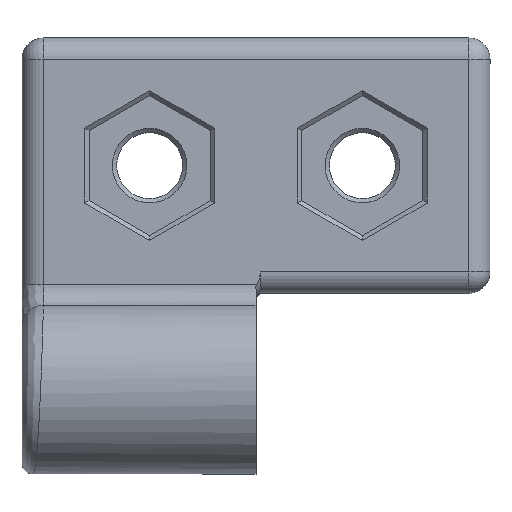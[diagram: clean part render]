
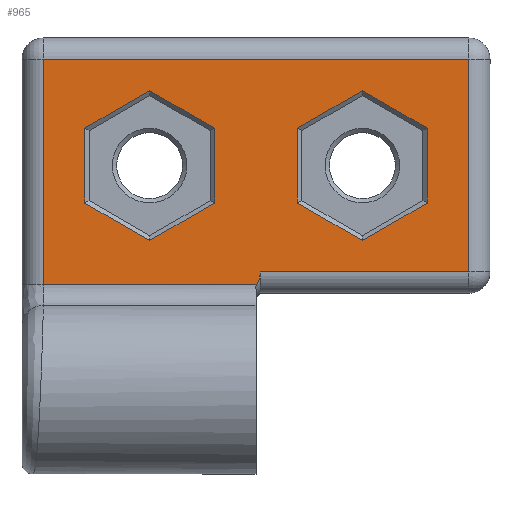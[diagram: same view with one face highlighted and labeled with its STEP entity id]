
A CAD part, left-side view. The second image highlights one B-rep face of the part: STEP entity #965.
In plain terms, the highlighted face is planar.
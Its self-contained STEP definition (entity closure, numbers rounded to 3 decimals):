
#79=FACE_BOUND('',#144,.T.);
#80=FACE_BOUND('',#145,.T.);
#87=FACE_OUTER_BOUND('',#143,.T.);
#143=EDGE_LOOP('',(#608,#609,#610,#611,#612,#613));
#144=EDGE_LOOP('',(#614,#615,#616,#617,#618,#619));
#145=EDGE_LOOP('',(#620,#621,#622,#623,#624,#625));
#207=(
BOUNDED_CURVE()
B_SPLINE_CURVE(2,(#1415,#1416,#1417,#1418),.UNSPECIFIED.,.F.,.F.)
B_SPLINE_CURVE_WITH_KNOTS((3,1,3),(1.155,1.406,1.653),
 .UNSPECIFIED.)
CURVE()
GEOMETRIC_REPRESENTATION_ITEM()
RATIONAL_B_SPLINE_CURVE((6.092,6.348,6.6,
6.6))
REPRESENTATION_ITEM('')
);
#208=LINE('',#1411,#301);
#209=LINE('',#1413,#302);
#210=LINE('',#1420,#303);
#211=LINE('',#1422,#304);
#212=LINE('',#1423,#305);
#213=LINE('',#1426,#306);
#214=LINE('',#1428,#307);
#215=LINE('',#1430,#308);
#216=LINE('',#1432,#309);
#217=LINE('',#1434,#310);
#218=LINE('',#1435,#311);
#219=LINE('',#1438,#312);
#220=LINE('',#1440,#313);
#221=LINE('',#1442,#314);
#222=LINE('',#1444,#315);
#223=LINE('',#1446,#316);
#224=LINE('',#1447,#317);
#301=VECTOR('',#1133,10.601);
#302=VECTOR('',#1134,10.);
#303=VECTOR('',#1135,9.8);
#304=VECTOR('',#1136,10.);
#305=VECTOR('',#1137,20.);
#306=VECTOR('',#1138,3.522);
#307=VECTOR('',#1139,3.522);
#308=VECTOR('',#1140,3.522);
#309=VECTOR('',#1141,3.522);
#310=VECTOR('',#1142,3.522);
#311=VECTOR('',#1143,3.522);
#312=VECTOR('',#1144,3.522);
#313=VECTOR('',#1145,3.522);
#314=VECTOR('',#1146,3.522);
#315=VECTOR('',#1147,3.522);
#316=VECTOR('',#1148,3.522);
#317=VECTOR('',#1149,3.522);
#394=VERTEX_POINT('',#1409);
#395=VERTEX_POINT('',#1410);
#396=VERTEX_POINT('',#1412);
#397=VERTEX_POINT('',#1414);
#398=VERTEX_POINT('',#1419);
#399=VERTEX_POINT('',#1421);
#400=VERTEX_POINT('',#1424);
#401=VERTEX_POINT('',#1425);
#402=VERTEX_POINT('',#1427);
#403=VERTEX_POINT('',#1429);
#404=VERTEX_POINT('',#1431);
#405=VERTEX_POINT('',#1433);
#406=VERTEX_POINT('',#1436);
#407=VERTEX_POINT('',#1437);
#408=VERTEX_POINT('',#1439);
#409=VERTEX_POINT('',#1441);
#410=VERTEX_POINT('',#1443);
#411=VERTEX_POINT('',#1445);
#475=EDGE_CURVE('',#394,#395,#208,.T.);
#476=EDGE_CURVE('',#395,#396,#209,.T.);
#477=EDGE_CURVE('',#396,#397,#207,.T.);
#478=EDGE_CURVE('',#397,#398,#210,.T.);
#479=EDGE_CURVE('',#398,#399,#211,.F.);
#480=EDGE_CURVE('',#399,#394,#212,.F.);
#481=EDGE_CURVE('',#400,#401,#213,.T.);
#482=EDGE_CURVE('',#401,#402,#214,.T.);
#483=EDGE_CURVE('',#402,#403,#215,.T.);
#484=EDGE_CURVE('',#403,#404,#216,.T.);
#485=EDGE_CURVE('',#404,#405,#217,.T.);
#486=EDGE_CURVE('',#405,#400,#218,.T.);
#487=EDGE_CURVE('',#406,#407,#219,.T.);
#488=EDGE_CURVE('',#407,#408,#220,.T.);
#489=EDGE_CURVE('',#408,#409,#221,.T.);
#490=EDGE_CURVE('',#409,#410,#222,.T.);
#491=EDGE_CURVE('',#410,#411,#223,.T.);
#492=EDGE_CURVE('',#411,#406,#224,.T.);
#608=ORIENTED_EDGE('',*,*,#475,.T.);
#609=ORIENTED_EDGE('',*,*,#476,.T.);
#610=ORIENTED_EDGE('',*,*,#477,.T.);
#611=ORIENTED_EDGE('',*,*,#478,.T.);
#612=ORIENTED_EDGE('',*,*,#479,.T.);
#613=ORIENTED_EDGE('',*,*,#480,.T.);
#614=ORIENTED_EDGE('',*,*,#481,.T.);
#615=ORIENTED_EDGE('',*,*,#482,.T.);
#616=ORIENTED_EDGE('',*,*,#483,.T.);
#617=ORIENTED_EDGE('',*,*,#484,.T.);
#618=ORIENTED_EDGE('',*,*,#485,.T.);
#619=ORIENTED_EDGE('',*,*,#486,.T.);
#620=ORIENTED_EDGE('',*,*,#487,.T.);
#621=ORIENTED_EDGE('',*,*,#488,.T.);
#622=ORIENTED_EDGE('',*,*,#489,.T.);
#623=ORIENTED_EDGE('',*,*,#490,.T.);
#624=ORIENTED_EDGE('',*,*,#491,.T.);
#625=ORIENTED_EDGE('',*,*,#492,.T.);
#874=PLANE('',#1036);
#965=ADVANCED_FACE('',(#87,#79,#80),#874,.T.);
#1036=AXIS2_PLACEMENT_3D('',#1408,#1131,#1132);
#1131=DIRECTION('center_axis',(0.,-1.,0.));
#1132=DIRECTION('ref_axis',(0.,0.,-1.));
#1133=DIRECTION('',(-1.,0.,0.));
#1134=DIRECTION('',(0.,0.,-1.));
#1135=DIRECTION('',(0.,0.,-1.));
#1136=DIRECTION('',(-1.,0.,0.));
#1137=DIRECTION('',(0.,0.,-1.));
#1138=DIRECTION('',(1.,0.,0.));
#1139=DIRECTION('',(0.5,0.,-0.866));
#1140=DIRECTION('',(-0.5,0.,-0.866));
#1141=DIRECTION('',(-1.,0.,0.));
#1142=DIRECTION('',(-0.5,0.,0.866));
#1143=DIRECTION('',(0.5,0.,0.866));
#1144=DIRECTION('',(-1.,0.,0.));
#1145=DIRECTION('',(-0.5,0.,0.866));
#1146=DIRECTION('',(0.5,0.,0.866));
#1147=DIRECTION('',(1.,0.,0.));
#1148=DIRECTION('',(0.5,0.,-0.866));
#1149=DIRECTION('',(-0.5,0.,-0.866));
#1408=CARTESIAN_POINT('Origin',(0.,0.,
22.));
#1409=CARTESIAN_POINT('',(15.5,0.,21.));
#1410=CARTESIAN_POINT('',(4.899,0.,21.));
#1411=CARTESIAN_POINT('',(15.5,0.,21.));
#1412=CARTESIAN_POINT('',(4.899,0.,10.967));
#1413=CARTESIAN_POINT('',(4.899,0.,21.));
#1414=CARTESIAN_POINT('',(5.5,0.,10.8));
#1415=CARTESIAN_POINT('Ctrl Pts',(4.899,0.,
10.967));
#1416=CARTESIAN_POINT('Ctrl Pts',(5.068,0.,
10.88));
#1417=CARTESIAN_POINT('Ctrl Pts',(5.362,0.,
10.8));
#1418=CARTESIAN_POINT('Ctrl Pts',(5.5,0.,10.8));
#1419=CARTESIAN_POINT('',(5.5,0.,1.));
#1420=CARTESIAN_POINT('',(5.5,0.,10.8));
#1421=CARTESIAN_POINT('',(15.5,0.,1.));
#1422=CARTESIAN_POINT('',(15.5,0.,1.));
#1423=CARTESIAN_POINT('',(15.5,0.,21.));
#1424=CARTESIAN_POINT('',(8.739,0.,19.05));
#1425=CARTESIAN_POINT('',(12.261,0.,19.05));
#1426=CARTESIAN_POINT('',(8.739,0.,19.05));
#1427=CARTESIAN_POINT('',(14.022,0.,16.));
#1428=CARTESIAN_POINT('',(12.261,0.,19.05));
#1429=CARTESIAN_POINT('',(12.261,0.,12.95));
#1430=CARTESIAN_POINT('',(14.022,0.,16.));
#1431=CARTESIAN_POINT('',(8.739,0.,12.95));
#1432=CARTESIAN_POINT('',(12.261,0.,12.95));
#1433=CARTESIAN_POINT('',(6.978,0.,16.));
#1434=CARTESIAN_POINT('',(8.739,0.,12.95));
#1435=CARTESIAN_POINT('',(6.978,0.,16.));
#1436=CARTESIAN_POINT('',(12.261,0.,2.95));
#1437=CARTESIAN_POINT('',(8.739,0.,2.95));
#1438=CARTESIAN_POINT('',(12.261,0.,2.95));
#1439=CARTESIAN_POINT('',(6.978,0.,6.));
#1440=CARTESIAN_POINT('',(8.739,0.,2.95));
#1441=CARTESIAN_POINT('',(8.739,0.,9.05));
#1442=CARTESIAN_POINT('',(6.978,0.,6.));
#1443=CARTESIAN_POINT('',(12.261,0.,9.05));
#1444=CARTESIAN_POINT('',(8.739,0.,9.05));
#1445=CARTESIAN_POINT('',(14.022,0.,6.));
#1446=CARTESIAN_POINT('',(12.261,0.,9.05));
#1447=CARTESIAN_POINT('',(14.022,0.,6.));
